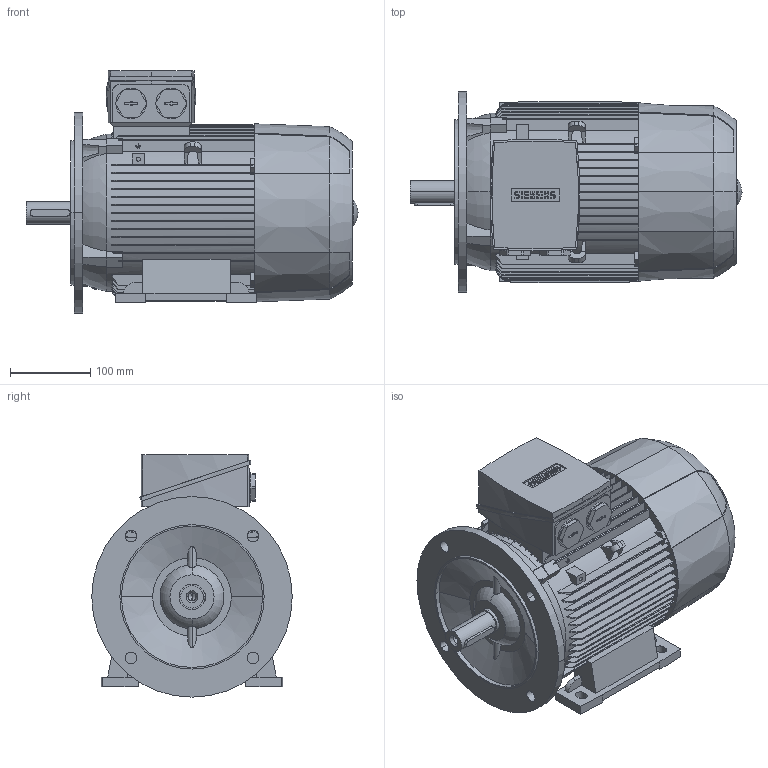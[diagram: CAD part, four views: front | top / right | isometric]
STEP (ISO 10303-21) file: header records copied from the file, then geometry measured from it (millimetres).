
FILE_DESCRIPTION(('STEP AP214'),'1');
FILE_NAME('cctmp_5CC31F9C-16EB-4A71-9EE1-81DAB6B0BFDC_2023_06_26_14_59_11_0470..stp','2023-06-26T12:59:12',('SIEMENS A&D'),('CADClick - www.CADClick.com'),'Spatial InterOp 3D',' ','unknown authorization');
FILE_SCHEMA(('AUTOMOTIVE_DESIGN'));
Length unit declared in the file: millimetre
Products named in the file (1): 2023_06_26_14_59_11_0454
Bounding box: 414 x 250 x 302 mm (x, y, z)
Volume: 12844287.9 mm3; surface area: 644304.6 mm2
Topology: 1 solids, 1 shells, 876 faces, 2482 edges, 1638 vertices
Faces by surface type: plane 517, cylinder 215, torus 120, cone 24
Entity records: 40576 total; most frequent: CARTESIAN_POINT 10990, ORIENTED_EDGE 4956, DIRECTION 4447, EDGE_CURVE 2478, VERTEX_POINT 1638, LINE 1483, VECTOR 1483, AXIS2_PLACEMENT_3D 1482
